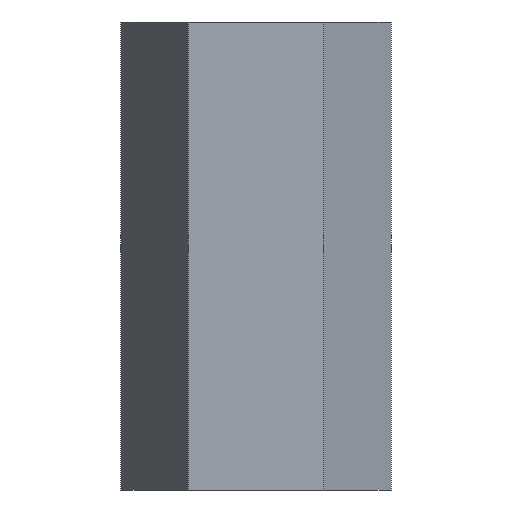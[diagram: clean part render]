
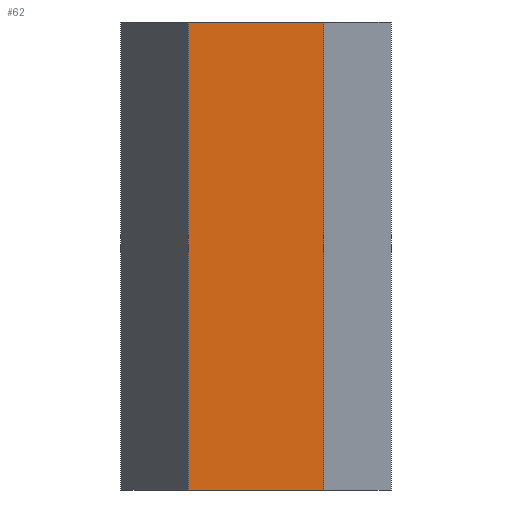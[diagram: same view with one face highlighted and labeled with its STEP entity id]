
A CAD part, front view. The second image highlights one B-rep face of the part: STEP entity #62.
In plain terms, the highlighted planar face has unit normal (0, -1, 0).
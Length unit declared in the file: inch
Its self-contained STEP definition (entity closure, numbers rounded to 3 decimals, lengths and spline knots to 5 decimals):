
#20 = VECTOR ( 'NONE', #320, 39.37008 ) ;
#34 = CARTESIAN_POINT ( 'NONE',  ( 0.14434, -0.25, 0.5 ) ) ;
#62 = ADVANCED_FACE ( 'NONE', ( #210 ), #247, .F. ) ;
#128 = CARTESIAN_POINT ( 'NONE',  ( 0., -0.25, 0.5 ) ) ;
#135 = CARTESIAN_POINT ( 'NONE',  ( -0.14434, -0.25, 0.5 ) ) ;
#176 = LINE ( 'NONE', #128, #20 ) ;
#202 = DIRECTION ( 'NONE',  ( 0., 0., -1. ) ) ;
#210 = FACE_OUTER_BOUND ( 'NONE', #709, .T. ) ;
#217 = CARTESIAN_POINT ( 'NONE',  ( 0., -0.25, -0.5 ) ) ;
#226 = LINE ( 'NONE', #217, #559 ) ;
#247 = PLANE ( 'NONE',  #435 ) ;
#250 = VECTOR ( 'NONE', #425, 39.37008 ) ;
#252 = CARTESIAN_POINT ( 'NONE',  ( 0., -0.25, 0.5 ) ) ;
#256 = DIRECTION ( 'NONE',  ( 0., 1., 0. ) ) ;
#260 = DIRECTION ( 'NONE',  ( -1., 0., 0. ) ) ;
#276 = EDGE_CURVE ( 'NONE', #470, #452, #313, .T. ) ;
#286 = DIRECTION ( 'NONE',  ( 1., 0., 0. ) ) ;
#307 = CARTESIAN_POINT ( 'NONE',  ( 0.14434, -0.25, -0.5 ) ) ;
#313 = LINE ( 'NONE', #135, #378 ) ;
#320 = DIRECTION ( 'NONE',  ( 1., 0., 0. ) ) ;
#326 = EDGE_CURVE ( 'NONE', #497, #704, #416, .T. ) ;
#378 = VECTOR ( 'NONE', #202, 39.37008 ) ;
#392 = CARTESIAN_POINT ( 'NONE',  ( -0.14434, -0.25, 0.5 ) ) ;
#416 = LINE ( 'NONE', #685, #250 ) ;
#425 = DIRECTION ( 'NONE',  ( 0., 0., -1. ) ) ;
#426 = CARTESIAN_POINT ( 'NONE',  ( -0.14434, -0.25, -0.5 ) ) ;
#435 = AXIS2_PLACEMENT_3D ( 'NONE', #252, #256, #260 ) ;
#452 = VERTEX_POINT ( 'NONE', #426 ) ;
#470 = VERTEX_POINT ( 'NONE', #392 ) ;
#494 = EDGE_CURVE ( 'NONE', #470, #497, #176, .T. ) ;
#497 = VERTEX_POINT ( 'NONE', #34 ) ;
#559 = VECTOR ( 'NONE', #286, 39.37008 ) ;
#586 = ORIENTED_EDGE ( 'NONE', *, *, #686, .T. ) ;
#588 = ORIENTED_EDGE ( 'NONE', *, *, #326, .F. ) ;
#591 = ORIENTED_EDGE ( 'NONE', *, *, #494, .F. ) ;
#592 = ORIENTED_EDGE ( 'NONE', *, *, #276, .T. ) ;
#685 = CARTESIAN_POINT ( 'NONE',  ( 0.14434, -0.25, 0.5 ) ) ;
#686 = EDGE_CURVE ( 'NONE', #452, #704, #226, .T. ) ;
#704 = VERTEX_POINT ( 'NONE', #307 ) ;
#709 = EDGE_LOOP ( 'NONE', ( #586, #588, #591, #592 ) ) ;
